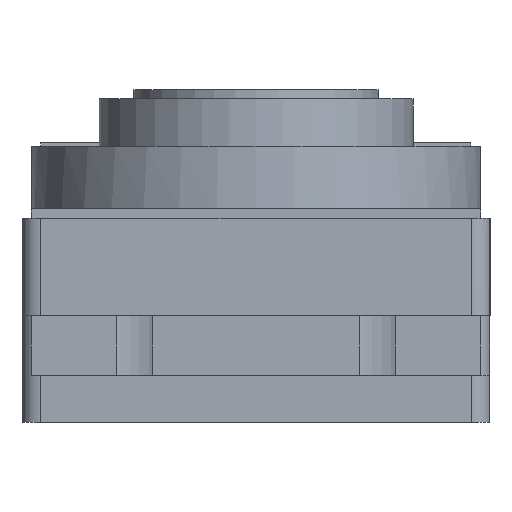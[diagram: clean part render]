
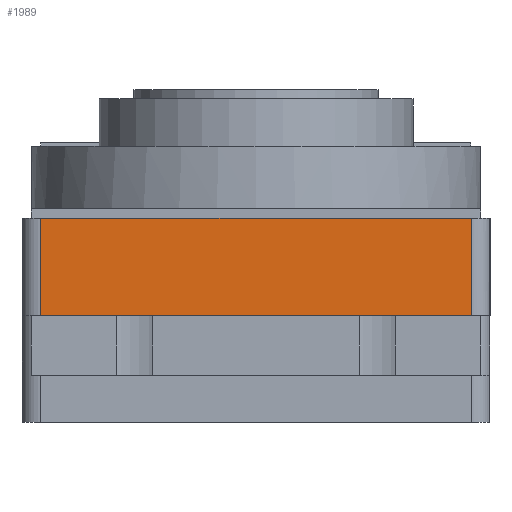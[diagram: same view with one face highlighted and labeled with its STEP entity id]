
A CAD part, left-side view. The second image highlights one B-rep face of the part: STEP entity #1989.
In plain terms, the highlighted planar face has unit normal (-1, 0, 0).
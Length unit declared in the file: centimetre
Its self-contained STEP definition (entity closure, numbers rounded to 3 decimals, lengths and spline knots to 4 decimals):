
#123=VECTOR('',#2414,1.);
#136=VECTOR('',#2440,1.);
#144=VECTOR('',#2461,1.);
#146=VECTOR('',#2466,1.);
#331=LINE('',#2961,#123);
#344=LINE('',#2997,#136);
#352=LINE('',#3022,#144);
#354=LINE('',#3027,#146);
#557=VERTEX_POINT('',#2955);
#560=VERTEX_POINT('',#2960);
#576=VERTEX_POINT('',#2996);
#586=VERTEX_POINT('',#3021);
#861=EDGE_CURVE('',#560,#557,#331,.T.);
#879=EDGE_CURVE('',#576,#560,#344,.T.);
#893=EDGE_CURVE('',#586,#576,#352,.T.);
#896=EDGE_CURVE('',#586,#557,#354,.T.);
#1253=ORIENTED_EDGE('',*,*,#861,.F.);
#1254=ORIENTED_EDGE('',*,*,#879,.F.);
#1255=ORIENTED_EDGE('',*,*,#893,.F.);
#1256=ORIENTED_EDGE('',*,*,#896,.T.);
#1719=EDGE_LOOP('',(#1253,#1254,#1255,#1256));
#1856=FACE_BOUND('',#1719,.T.);
#1989=ADVANCED_FACE('',(#1856),#3398,.T.);
#2147=AXIS2_PLACEMENT_3D('',#3026,#2465,$);
#2414=DIRECTION('',(0.,0.,1.));
#2440=DIRECTION('',(0.,1.,0.));
#2461=DIRECTION('',(0.,0.,-1.));
#2465=DIRECTION('',(-1.,0.,0.));
#2466=DIRECTION('',(0.,1.,0.));
#2955=CARTESIAN_POINT('',(-7.8256,4.2342,0.635));
#2960=CARTESIAN_POINT('',(-7.8256,4.2342,0.2413));
#2961=CARTESIAN_POINT('',(-7.8256,4.2342,0.2413));
#2996=CARTESIAN_POINT('',(-7.8256,2.4941,0.2413));
#2997=CARTESIAN_POINT('',(-7.8256,2.8912,0.2413));
#3021=CARTESIAN_POINT('',(-7.8256,2.4941,0.635));
#3022=CARTESIAN_POINT('',(-7.8256,2.4941,0.2413));
#3026=CARTESIAN_POINT('',(-7.8256,2.4179,0.2413));
#3027=CARTESIAN_POINT('',(-7.8256,4.3104,0.635));
#3398=PLANE('',#2147);
